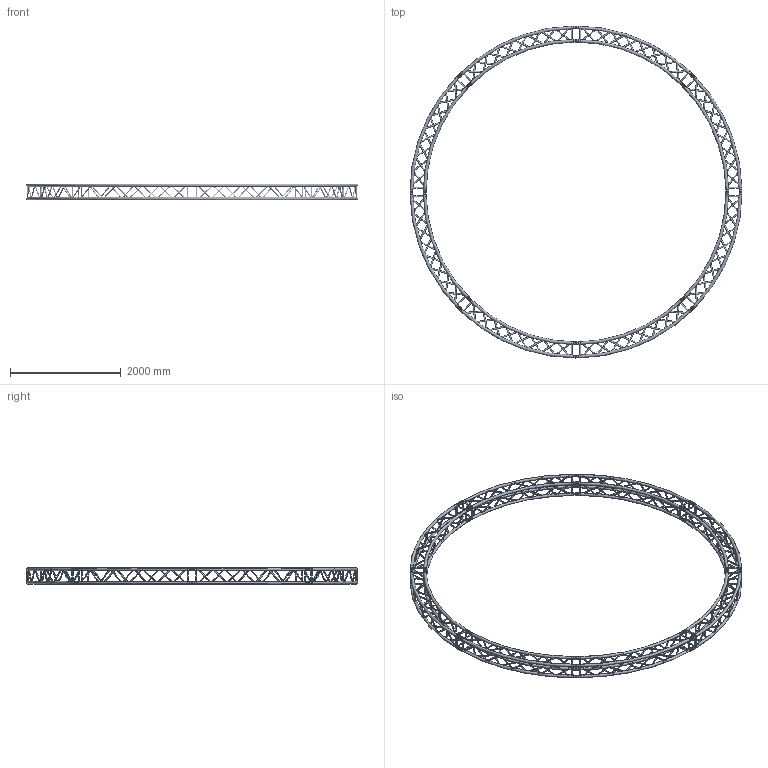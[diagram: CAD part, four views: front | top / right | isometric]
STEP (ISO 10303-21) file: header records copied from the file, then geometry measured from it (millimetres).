
FILE_DESCRIPTION(/* description */ (''),/* implementation_level */ '2;1');
FILE_NAME(/* name */ 'SQ-C6-45.stp',/* time_stamp */ '2021-03-20T23:03:02-07:00',/* author */ ('TheDanny'),/* organization */ (''),/* preprocessor_version */ 'ST-DEVELOPER v18.1',/* originating_system */ 'Autodesk Inventor 2021',/* authorisation */ '');
FILE_SCHEMA (('AUTOMOTIVE_DESIGN { 1 0 10303 214 3 1 1 }'));
Products named in the file (417): SQ-C6-45; SQ-C6-451; SQ-C6-452; SQ-C6-453; SQ-C6-454; SQ-C6-455; SQ-C6-456; SQ-C6-457; SQ-C6-458; SQ-C6-459; SQ-C6-4510; SQ-C6-4511; SQ-C6-4512; SQ-C6-4513; SQ-C6-4514; SQ-C6-4515; SQ-C6-4516; SQ-C6-4517; SQ-C6-4518; SQ-C6-4519; SQ-C6-4520; SQ-C6-4521; SQ-C6-4522; SQ-C6-4523; SQ-C6-4524; SQ-C6-4525; SQ-C6-4526; SQ-C6-4527; SQ-C6-4528; SQ-C6-4529; SQ-C6-4530; SQ-C6-4531; SQ-C6-4532; SQ-C6-4533; SQ-C6-4534; SQ-C6-4535; SQ-C6-4536; SQ-C6-4537; SQ-C6-4538; SQ-C6-4539 ...
Assembly tree (416 placements, depth 2):
  SQ-C6-45
    SQ-C6-451
    SQ-C6-452
    SQ-C6-453
    SQ-C6-454
    SQ-C6-455
    SQ-C6-456
    SQ-C6-457
    SQ-C6-458
    SQ-C6-459
    SQ-C6-4510
    SQ-C6-4511
    SQ-C6-4512
    SQ-C6-4513
    SQ-C6-4514
    SQ-C6-4515
    SQ-C6-4516
    SQ-C6-4517
    SQ-C6-4518
    SQ-C6-4519
    SQ-C6-4520
    SQ-C6-4521
    SQ-C6-4522
    SQ-C6-4523
    SQ-C6-4524
    SQ-C6-4525
    SQ-C6-4526
    SQ-C6-4527
    SQ-C6-4528
    SQ-C6-4529
    SQ-C6-4530
    SQ-C6-4531
    SQ-C6-4532
    SQ-C6-4533
    SQ-C6-4534
    SQ-C6-4535
    SQ-C6-4536
    SQ-C6-4537
    SQ-C6-4538
    SQ-C6-4539
    SQ-C6-4540
    SQ-C6-4541
    SQ-C6-4542
    SQ-C6-4543
    SQ-C6-4544
    SQ-C6-4545
    SQ-C6-4546
    SQ-C6-4547
    SQ-C6-4548
    SQ-C6-4549
    SQ-C6-4550
    SQ-C6-4551
    SQ-C6-4552
    SQ-C6-4553
    SQ-C6-4554
    SQ-C6-4555
    SQ-C6-4556
    SQ-C6-4557
    SQ-C6-4558
    SQ-C6-4559
Bounding box: 6000 x 6000 x 290 mm (x, y, z)
Volume: 36028120.1 mm3; surface area: 32127265.7 mm2
Topology: 416 solids, 416 shells, 2432 faces, 7232 edges, 5504 vertices
Faces by surface type: torus 960, cylinder 832, cone 448, plane 192
Full cylindrical faces by diameter (mm): 16 x320, 20 x320, 30.3 x64, 45.8 x64, 50 x64
Entity records: 184611 total; most frequent: CARTESIAN_POINT 104257, ORIENTED_EDGE 14464, DIRECTION 12930, EDGE_CURVE 7232, AXIS2_PLACEMENT_3D 5761, VERTEX_POINT 5504, EDGE_LOOP 3392, B_SPLINE_CURVE_WITH_KNOTS 3328
